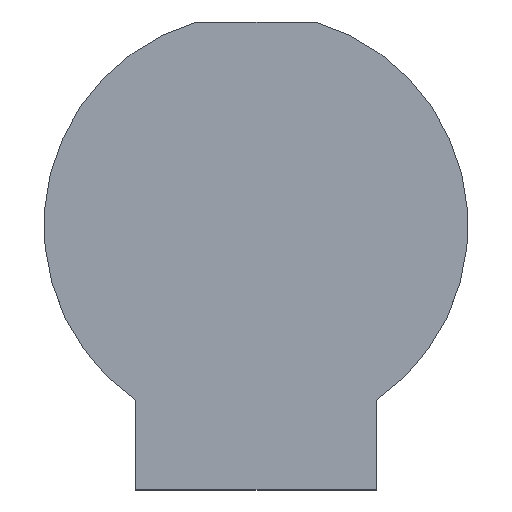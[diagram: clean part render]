
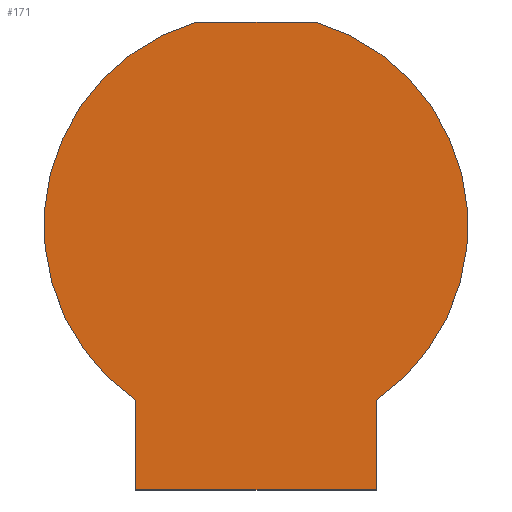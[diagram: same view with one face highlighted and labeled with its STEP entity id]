
A CAD part, top view. The second image highlights one B-rep face of the part: STEP entity #171.
In plain terms, the highlighted planar face has unit normal (0, 0, 1).
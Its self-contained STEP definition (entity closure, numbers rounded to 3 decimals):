
#21=PLANE('',#207);
#31=FACE_OUTER_BOUND('',#42,.T.);
#42=EDGE_LOOP('',(#150,#151,#152,#153,#154,#155));
#44=LINE('',#268,#59);
#49=LINE('',#282,#64);
#52=LINE('',#288,#67);
#55=LINE('',#294,#70);
#59=VECTOR('',#221,10.);
#64=VECTOR('',#234,10.);
#67=VECTOR('',#239,10.);
#70=VECTOR('',#244,10.);
#75=CIRCLE('',#198,12.5);
#77=CIRCLE('',#204,12.5);
#81=VERTEX_POINT('',#266);
#82=VERTEX_POINT('',#267);
#85=VERTEX_POINT('',#275);
#87=VERTEX_POINT('',#281);
#89=VERTEX_POINT('',#287);
#91=VERTEX_POINT('',#293);
#96=EDGE_CURVE('',#81,#82,#44,.T.);
#100=EDGE_CURVE('',#85,#82,#75,.T.);
#103=EDGE_CURVE('',#87,#85,#49,.T.);
#106=EDGE_CURVE('',#89,#87,#52,.T.);
#109=EDGE_CURVE('',#91,#89,#55,.T.);
#112=EDGE_CURVE('',#81,#91,#77,.T.);
#150=ORIENTED_EDGE('',*,*,#112,.F.);
#151=ORIENTED_EDGE('',*,*,#96,.T.);
#152=ORIENTED_EDGE('',*,*,#100,.F.);
#153=ORIENTED_EDGE('',*,*,#103,.F.);
#154=ORIENTED_EDGE('',*,*,#106,.F.);
#155=ORIENTED_EDGE('',*,*,#109,.F.);
#171=ADVANCED_FACE('',(#31),#21,.F.);
#198=AXIS2_PLACEMENT_3D('',#276,#227,#228);
#204=AXIS2_PLACEMENT_3D('',#299,#249,#250);
#207=AXIS2_PLACEMENT_3D('',#302,#255,#256);
#221=DIRECTION('',(-1.,0.,0.));
#227=DIRECTION('center_axis',(0.,0.,-1.));
#228=DIRECTION('ref_axis',(-1.,0.,0.));
#234=DIRECTION('',(0.,1.,0.));
#239=DIRECTION('',(-1.,0.,0.));
#244=DIRECTION('',(0.,-1.,0.));
#249=DIRECTION('center_axis',(0.,0.,-1.));
#250=DIRECTION('ref_axis',(-1.,0.,0.));
#255=DIRECTION('center_axis',(0.,0.,-1.));
#256=DIRECTION('ref_axis',(-1.,0.,0.));
#266=CARTESIAN_POINT('',(3.5,12.,0.));
#267=CARTESIAN_POINT('',(-3.5,12.,0.));
#268=CARTESIAN_POINT('',(3.5,12.,0.));
#275=CARTESIAN_POINT('',(-7.1,-10.288,0.));
#276=CARTESIAN_POINT('Origin',(0.,0.,0.));
#281=CARTESIAN_POINT('',(-7.1,-15.588,0.));
#282=CARTESIAN_POINT('',(-7.1,-15.588,0.));
#287=CARTESIAN_POINT('',(7.1,-15.588,0.));
#288=CARTESIAN_POINT('',(7.1,-15.588,0.));
#293=CARTESIAN_POINT('',(7.1,-10.288,0.));
#294=CARTESIAN_POINT('',(7.1,-10.288,0.));
#299=CARTESIAN_POINT('Origin',(0.,0.,0.));
#302=CARTESIAN_POINT('Origin',(0.,-1.794,0.));
